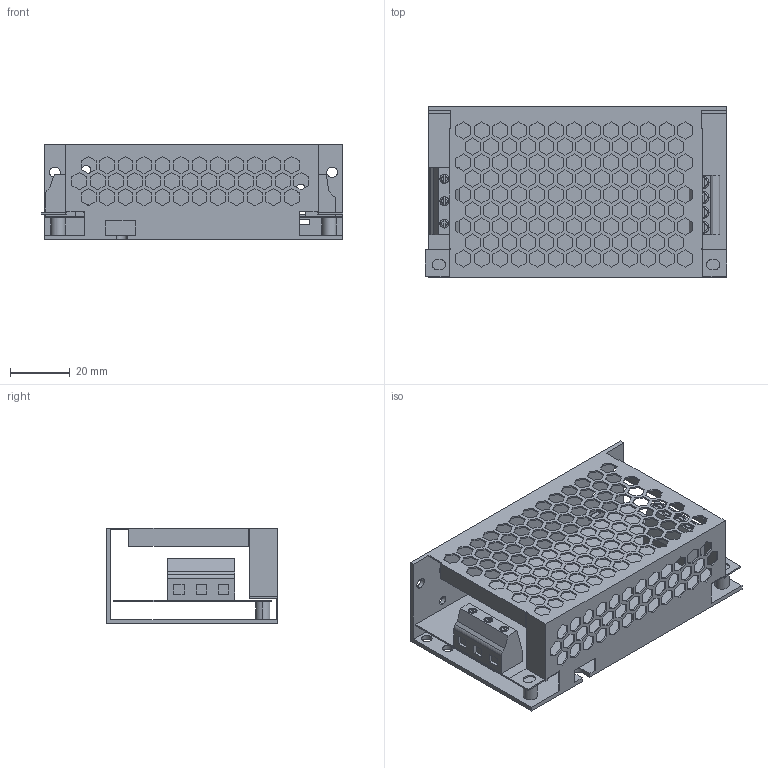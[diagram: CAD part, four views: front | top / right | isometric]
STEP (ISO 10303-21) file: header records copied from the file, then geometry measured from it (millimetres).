
FILE_DESCRIPTION (( 'STEP AP214' ), '1' );
FILE_NAME ('F601N-7.5-3P+5.0-4P-V1.0.STEP', '2025-05-06T04:11:28', ( '' ), ( '' ), 'SwSTEP 2.0', 'SolidWorks 2020', '' );
FILE_SCHEMA (( 'AUTOMOTIVE_DESIGN' ));
Length unit declared in the file: millimetre
Products named in the file (1): F601N-7.5-3P+5.0-4P-V1.0
Bounding box: 101 x 57.5 x 32.2 mm (x, y, z)
Volume: 23086.6 mm3; surface area: 42029.9 mm2
Topology: 1 solids, 1 shells, 1155 faces, 3370 edges, 2240 vertices
Faces by surface type: plane 1074, cylinder 65, torus 16
Entity records: 38865 total; most frequent: CARTESIAN_POINT 6961, ORIENTED_EDGE 6740, DIRECTION 5818, EDGE_CURVE 3370, VECTOR 3150, LINE 3150, VERTEX_POINT 2240, EDGE_LOOP 1514
